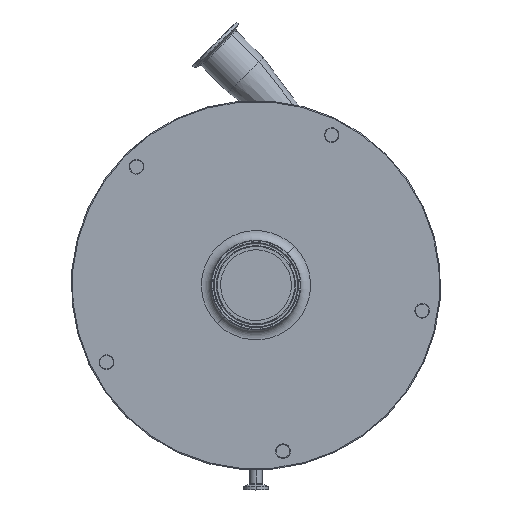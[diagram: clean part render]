
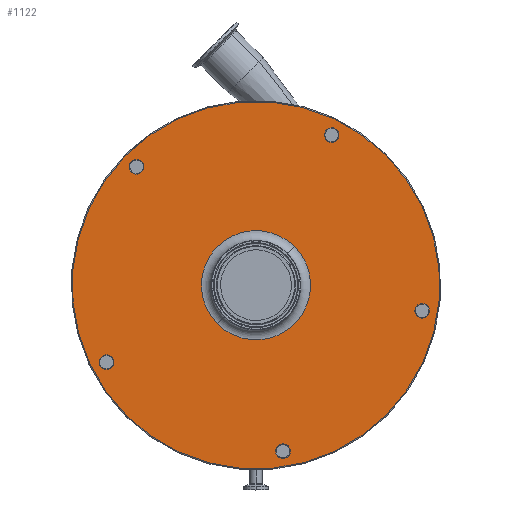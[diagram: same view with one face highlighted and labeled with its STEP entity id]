
A CAD part, top view. The second image highlights one B-rep face of the part: STEP entity #1122.
In plain terms, the highlighted planar face has unit normal (0, 0, 1).
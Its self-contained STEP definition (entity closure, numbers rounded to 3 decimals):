
#28 = ORIENTED_EDGE ( 'NONE', *, *, #2300, .F. ) ;
#36 = AXIS2_PLACEMENT_3D ( 'NONE', #844, #2576, #4667 ) ;
#59 = EDGE_LOOP ( 'NONE', ( #28, #6275 ) ) ;
#72 = EDGE_LOOP ( 'NONE', ( #3003, #4074 ) ) ;
#186 = DIRECTION ( 'NONE',  ( 0.71, -0.704, 0. ) ) ;
#257 = AXIS2_PLACEMENT_3D ( 'NONE', #6208, #4257, #986 ) ;
#259 = AXIS2_PLACEMENT_3D ( 'NONE', #911, #1912, #4077 ) ;
#317 = CARTESIAN_POINT ( 'NONE',  ( -117.208, 126.786, 240. ) ) ;
#336 = PLANE ( 'NONE',  #36 ) ;
#408 = FACE_BOUND ( 'NONE', #72, .T. ) ;
#483 = DIRECTION ( 'NONE',  ( 0., 0., 1. ) ) ;
#531 = VERTEX_POINT ( 'NONE', #2943 ) ;
#604 = AXIS2_PLACEMENT_3D ( 'NONE', #5573, #3076, #2358 ) ;
#630 = DIRECTION ( 'NONE',  ( 0., 0., 1. ) ) ;
#684 = CIRCLE ( 'NONE', #1796, 7.5 ) ;
#755 = AXIS2_PLACEMENT_3D ( 'NONE', #3143, #2111, #5239 ) ;
#814 = ORIENTED_EDGE ( 'NONE', *, *, #1619, .T. ) ;
#844 = CARTESIAN_POINT ( 'NONE',  ( -134.56, 133.431, 240. ) ) ;
#911 = CARTESIAN_POINT ( 'NONE',  ( -122.489, 121.461, 240. ) ) ;
#974 = CIRCLE ( 'NONE', #2739, 7.5 ) ;
#986 = DIRECTION ( 'NONE',  ( 0.71, -0.704, 0. ) ) ;
#1122 = ADVANCED_FACE ( 'NONE', ( #2537, #5613, #3051, #408, #5179, #2501, #1473 ), #336, .F. ) ;
#1164 = VERTEX_POINT ( 'NONE', #2021 ) ;
#1212 = VERTEX_POINT ( 'NONE', #317 ) ;
#1224 = VERTEX_POINT ( 'NONE', #2409 ) ;
#1335 = VERTEX_POINT ( 'NONE', #2069 ) ;
#1371 = DIRECTION ( 'NONE',  ( 0., 0., 1. ) ) ;
#1473 = FACE_BOUND ( 'NONE', #5859, .T. ) ;
#1510 = CIRCLE ( 'NONE', #2387, 7.5 ) ;
#1516 = EDGE_LOOP ( 'NONE', ( #5658, #814 ) ) ;
#1619 = EDGE_CURVE ( 'NONE', #5968, #3972, #3344, .T. ) ;
#1766 = DIRECTION ( 'NONE',  ( 0., 0., 1. ) ) ;
#1770 = DIRECTION ( 'NONE',  ( 0., 0., -1. ) ) ;
#1796 = AXIS2_PLACEMENT_3D ( 'NONE', #6037, #4494, #1887 ) ;
#1887 = DIRECTION ( 'NONE',  ( 0.71, -0.704, 0. ) ) ;
#1912 = DIRECTION ( 'NONE',  ( 0., 0., 1. ) ) ;
#1913 = AXIS2_PLACEMENT_3D ( 'NONE', #6347, #1766, #4334 ) ;
#1934 = CIRCLE ( 'NONE', #6524, 56. ) ;
#2020 = AXIS2_PLACEMENT_3D ( 'NONE', #6167, #1371, #6544 ) ;
#2021 = CARTESIAN_POINT ( 'NONE',  ( -127.77, 116.135, 240. ) ) ;
#2069 = CARTESIAN_POINT ( 'NONE',  ( -39.431, -39.765, 240. ) ) ;
#2111 = DIRECTION ( 'NONE',  ( 0., 0., 1. ) ) ;
#2180 = CARTESIAN_POINT ( 'NONE',  ( 27.703, -170.261, 240. ) ) ;
#2211 = DIRECTION ( 'NONE',  ( 0.71, -0.704, 0. ) ) ;
#2244 = CARTESIAN_POINT ( 'NONE',  ( -122.489, 121.461, 240. ) ) ;
#2246 = DIRECTION ( 'NONE',  ( 0., 0., -1. ) ) ;
#2257 = CIRCLE ( 'NONE', #604, 7.5 ) ;
#2300 = EDGE_CURVE ( 'NONE', #1224, #6693, #684, .T. ) ;
#2308 = EDGE_LOOP ( 'NONE', ( #3075, #5790 ) ) ;
#2337 = EDGE_CURVE ( 'NONE', #4833, #3323, #5849, .T. ) ;
#2348 = EDGE_CURVE ( 'NONE', #3972, #5968, #3770, .T. ) ;
#2358 = DIRECTION ( 'NONE',  ( 0.71, -0.704, 0. ) ) ;
#2387 = AXIS2_PLACEMENT_3D ( 'NONE', #2180, #630, #2211 ) ;
#2399 = ORIENTED_EDGE ( 'NONE', *, *, #3400, .F. ) ;
#2409 = CARTESIAN_POINT ( 'NONE',  ( 33.028, -175.542, 240. ) ) ;
#2448 = AXIS2_PLACEMENT_3D ( 'NONE', #6761, #483, #4122 ) ;
#2451 = ORIENTED_EDGE ( 'NONE', *, *, #2337, .F. ) ;
#2501 = FACE_OUTER_BOUND ( 'NONE', #1516, .T. ) ;
#2537 = FACE_BOUND ( 'NONE', #4033, .T. ) ;
#2576 = DIRECTION ( 'NONE',  ( 0., 0., -1. ) ) ;
#2584 = CIRCLE ( 'NONE', #1913, 7.5 ) ;
#2591 = EDGE_CURVE ( 'NONE', #1212, #1164, #5621, .T. ) ;
#2739 = AXIS2_PLACEMENT_3D ( 'NONE', #6126, #6744, #6224 ) ;
#2935 = VERTEX_POINT ( 'NONE', #3696 ) ;
#2943 = CARTESIAN_POINT ( 'NONE',  ( 72.339, 159.308, 240. ) ) ;
#2944 = AXIS2_PLACEMENT_3D ( 'NONE', #3384, #4897, #186 ) ;
#3003 = ORIENTED_EDGE ( 'NONE', *, *, #6349, .F. ) ;
#3051 = FACE_BOUND ( 'NONE', #6671, .T. ) ;
#3075 = ORIENTED_EDGE ( 'NONE', *, *, #2591, .F. ) ;
#3076 = DIRECTION ( 'NONE',  ( 0., 0., 1. ) ) ;
#3116 = CARTESIAN_POINT ( 'NONE',  ( -132.727, -133.85, 240. ) ) ;
#3143 = CARTESIAN_POINT ( 'NONE',  ( 170.488, -26.267, 240. ) ) ;
#3284 = CIRCLE ( 'NONE', #5902, 7.5 ) ;
#3323 = VERTEX_POINT ( 'NONE', #3749 ) ;
#3342 = CARTESIAN_POINT ( 'NONE',  ( 39.431, 39.765, 240. ) ) ;
#3344 = CIRCLE ( 'NONE', #2020, 188.5 ) ;
#3384 = CARTESIAN_POINT ( 'NONE',  ( -153.367, -78.96, 240. ) ) ;
#3400 = EDGE_CURVE ( 'NONE', #3903, #2935, #2584, .T. ) ;
#3409 = DIRECTION ( 'NONE',  ( -0.704, -0.71, 0. ) ) ;
#3454 = ORIENTED_EDGE ( 'NONE', *, *, #4361, .T. ) ;
#3502 = VERTEX_POINT ( 'NONE', #3342 ) ;
#3505 = CARTESIAN_POINT ( 'NONE',  ( 132.727, 133.85, 240. ) ) ;
#3685 = EDGE_CURVE ( 'NONE', #531, #5818, #2257, .T. ) ;
#3696 = CARTESIAN_POINT ( 'NONE',  ( 175.814, -31.548, 240. ) ) ;
#3699 = CARTESIAN_POINT ( 'NONE',  ( -148.042, -84.241, 240. ) ) ;
#3749 = CARTESIAN_POINT ( 'NONE',  ( -158.693, -73.679, 240. ) ) ;
#3770 = CIRCLE ( 'NONE', #2448, 188.5 ) ;
#3853 = ORIENTED_EDGE ( 'NONE', *, *, #6530, .T. ) ;
#3874 = ORIENTED_EDGE ( 'NONE', *, *, #5469, .F. ) ;
#3903 = VERTEX_POINT ( 'NONE', #6453 ) ;
#3954 = CARTESIAN_POINT ( 'NONE',  ( 0., 0., 240. ) ) ;
#3972 = VERTEX_POINT ( 'NONE', #3116 ) ;
#4033 = EDGE_LOOP ( 'NONE', ( #2451, #3874 ) ) ;
#4074 = ORIENTED_EDGE ( 'NONE', *, *, #3685, .F. ) ;
#4077 = DIRECTION ( 'NONE',  ( 0.704, 0.71, 0. ) ) ;
#4122 = DIRECTION ( 'NONE',  ( -0.704, -0.71, 0. ) ) ;
#4257 = DIRECTION ( 'NONE',  ( 0., 0., 1. ) ) ;
#4334 = DIRECTION ( 'NONE',  ( 0.71, -0.704, 0. ) ) ;
#4341 = DIRECTION ( 'NONE',  ( 0., 0., 1. ) ) ;
#4361 = EDGE_CURVE ( 'NONE', #3502, #1335, #1934, .T. ) ;
#4438 = DIRECTION ( 'NONE',  ( -0.704, -0.71, 0. ) ) ;
#4494 = DIRECTION ( 'NONE',  ( 0., 0., 1. ) ) ;
#4667 = DIRECTION ( 'NONE',  ( -0.704, -0.71, 0. ) ) ;
#4782 = ORIENTED_EDGE ( 'NONE', *, *, #6368, .F. ) ;
#4833 = VERTEX_POINT ( 'NONE', #3699 ) ;
#4897 = DIRECTION ( 'NONE',  ( 0., 0., 1. ) ) ;
#5161 = CARTESIAN_POINT ( 'NONE',  ( 22.377, -164.98, 240. ) ) ;
#5179 = FACE_BOUND ( 'NONE', #2308, .T. ) ;
#5239 = DIRECTION ( 'NONE',  ( 0.71, -0.704, 0. ) ) ;
#5280 = EDGE_CURVE ( 'NONE', #6693, #1224, #1510, .T. ) ;
#5371 = AXIS2_PLACEMENT_3D ( 'NONE', #3954, #2246, #4438 ) ;
#5469 = EDGE_CURVE ( 'NONE', #3323, #4833, #5676, .T. ) ;
#5471 = CIRCLE ( 'NONE', #5371, 56. ) ;
#5515 = EDGE_CURVE ( 'NONE', #1164, #1212, #3284, .T. ) ;
#5573 = CARTESIAN_POINT ( 'NONE',  ( 77.665, 154.027, 240. ) ) ;
#5613 = FACE_BOUND ( 'NONE', #59, .T. ) ;
#5621 = CIRCLE ( 'NONE', #259, 7.5 ) ;
#5658 = ORIENTED_EDGE ( 'NONE', *, *, #2348, .T. ) ;
#5676 = CIRCLE ( 'NONE', #2944, 7.5 ) ;
#5790 = ORIENTED_EDGE ( 'NONE', *, *, #5515, .F. ) ;
#5818 = VERTEX_POINT ( 'NONE', #5906 ) ;
#5849 = CIRCLE ( 'NONE', #257, 7.5 ) ;
#5859 = EDGE_LOOP ( 'NONE', ( #3853, #3454 ) ) ;
#5902 = AXIS2_PLACEMENT_3D ( 'NONE', #2244, #4341, #6423 ) ;
#5906 = CARTESIAN_POINT ( 'NONE',  ( 82.991, 148.746, 240. ) ) ;
#5968 = VERTEX_POINT ( 'NONE', #3505 ) ;
#6007 = CARTESIAN_POINT ( 'NONE',  ( 0., 0., 240. ) ) ;
#6037 = CARTESIAN_POINT ( 'NONE',  ( 27.703, -170.261, 240. ) ) ;
#6126 = CARTESIAN_POINT ( 'NONE',  ( 77.665, 154.027, 240. ) ) ;
#6167 = CARTESIAN_POINT ( 'NONE',  ( 0., 0., 240. ) ) ;
#6208 = CARTESIAN_POINT ( 'NONE',  ( -153.367, -78.96, 240. ) ) ;
#6224 = DIRECTION ( 'NONE',  ( 0.71, -0.704, 0. ) ) ;
#6275 = ORIENTED_EDGE ( 'NONE', *, *, #5280, .F. ) ;
#6347 = CARTESIAN_POINT ( 'NONE',  ( 170.488, -26.267, 240. ) ) ;
#6349 = EDGE_CURVE ( 'NONE', #5818, #531, #974, .T. ) ;
#6368 = EDGE_CURVE ( 'NONE', #2935, #3903, #6677, .T. ) ;
#6423 = DIRECTION ( 'NONE',  ( 0.704, 0.71, 0. ) ) ;
#6453 = CARTESIAN_POINT ( 'NONE',  ( 165.163, -20.986, 240. ) ) ;
#6524 = AXIS2_PLACEMENT_3D ( 'NONE', #6007, #1770, #3409 ) ;
#6530 = EDGE_CURVE ( 'NONE', #1335, #3502, #5471, .T. ) ;
#6544 = DIRECTION ( 'NONE',  ( -0.704, -0.71, 0. ) ) ;
#6671 = EDGE_LOOP ( 'NONE', ( #4782, #2399 ) ) ;
#6677 = CIRCLE ( 'NONE', #755, 7.5 ) ;
#6693 = VERTEX_POINT ( 'NONE', #5161 ) ;
#6744 = DIRECTION ( 'NONE',  ( 0., 0., 1. ) ) ;
#6761 = CARTESIAN_POINT ( 'NONE',  ( 0., 0., 240. ) ) ;
